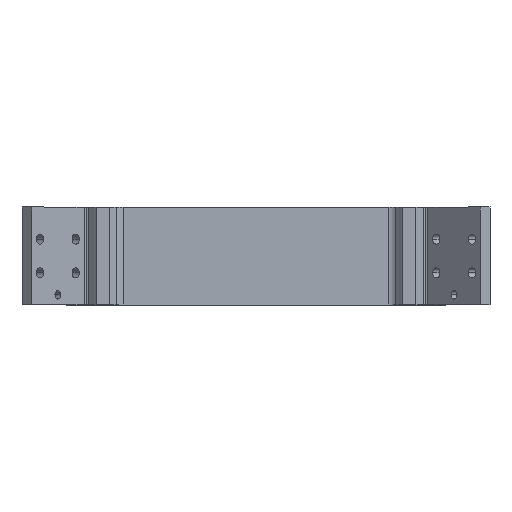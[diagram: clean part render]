
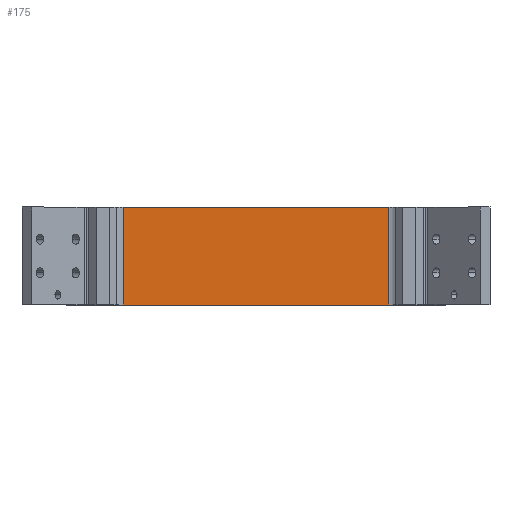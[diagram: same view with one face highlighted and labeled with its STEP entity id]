
A CAD part, top view. The second image highlights one B-rep face of the part: STEP entity #175.
In plain terms, the highlighted planar face has unit normal (0, 0, 1).
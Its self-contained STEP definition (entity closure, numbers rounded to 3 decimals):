
#13 = VERTEX_POINT ( 'NONE', #2200 ) ;
#164 = EDGE_CURVE ( 'NONE', #1957, #533, #2653, .T. ) ;
#175 = ADVANCED_FACE ( 'NONE', ( #2222 ), #718, .T. ) ;
#198 = CARTESIAN_POINT ( 'NONE',  ( 0., -29., 17.191 ) ) ;
#200 = CARTESIAN_POINT ( 'NONE',  ( 39.305, 0., 17.191 ) ) ;
#434 = EDGE_LOOP ( 'NONE', ( #1037, #1180, #748, #1190 ) ) ;
#467 = EDGE_CURVE ( 'NONE', #1957, #1109, #3130, .T. ) ;
#469 = CARTESIAN_POINT ( 'NONE',  ( 0., 0., 17.191 ) ) ;
#481 = CARTESIAN_POINT ( 'NONE',  ( 39.305, -29., 17.191 ) ) ;
#533 = VERTEX_POINT ( 'NONE', #200 ) ;
#538 = DIRECTION ( 'NONE',  ( 1., 0., 0. ) ) ;
#556 = VECTOR ( 'NONE', #2896, 1000. ) ;
#615 = LINE ( 'NONE', #481, #1118 ) ;
#630 = LINE ( 'NONE', #198, #556 ) ;
#718 = PLANE ( 'NONE',  #2308 ) ;
#743 = EDGE_CURVE ( 'NONE', #1109, #13, #630, .T. ) ;
#748 = ORIENTED_EDGE ( 'NONE', *, *, #743, .T. ) ;
#1037 = ORIENTED_EDGE ( 'NONE', *, *, #164, .F. ) ;
#1109 = VERTEX_POINT ( 'NONE', #2558 ) ;
#1118 = VECTOR ( 'NONE', #1490, 1000. ) ;
#1166 = DIRECTION ( 'NONE',  ( 0., -1., 0. ) ) ;
#1180 = ORIENTED_EDGE ( 'NONE', *, *, #467, .T. ) ;
#1190 = ORIENTED_EDGE ( 'NONE', *, *, #2524, .T. ) ;
#1428 = CARTESIAN_POINT ( 'NONE',  ( -39.305, -29., 17.191 ) ) ;
#1490 = DIRECTION ( 'NONE',  ( 0., 1., 0. ) ) ;
#1612 = VECTOR ( 'NONE', #1166, 1000. ) ;
#1957 = VERTEX_POINT ( 'NONE', #2763 ) ;
#2007 = CARTESIAN_POINT ( 'NONE',  ( 0., -29., 17.191 ) ) ;
#2025 = VECTOR ( 'NONE', #3213, 1000. ) ;
#2200 = CARTESIAN_POINT ( 'NONE',  ( 39.305, -29., 17.191 ) ) ;
#2222 = FACE_OUTER_BOUND ( 'NONE', #434, .T. ) ;
#2308 = AXIS2_PLACEMENT_3D ( 'NONE', #2007, #2775, #538 ) ;
#2524 = EDGE_CURVE ( 'NONE', #13, #533, #615, .T. ) ;
#2558 = CARTESIAN_POINT ( 'NONE',  ( -39.305, -29., 17.191 ) ) ;
#2653 = LINE ( 'NONE', #469, #2025 ) ;
#2763 = CARTESIAN_POINT ( 'NONE',  ( -39.305, 0., 17.191 ) ) ;
#2775 = DIRECTION ( 'NONE',  ( 0., 0., 1. ) ) ;
#2896 = DIRECTION ( 'NONE',  ( 1., 0., 0. ) ) ;
#3130 = LINE ( 'NONE', #1428, #1612 ) ;
#3213 = DIRECTION ( 'NONE',  ( 1., 0., 0. ) ) ;
